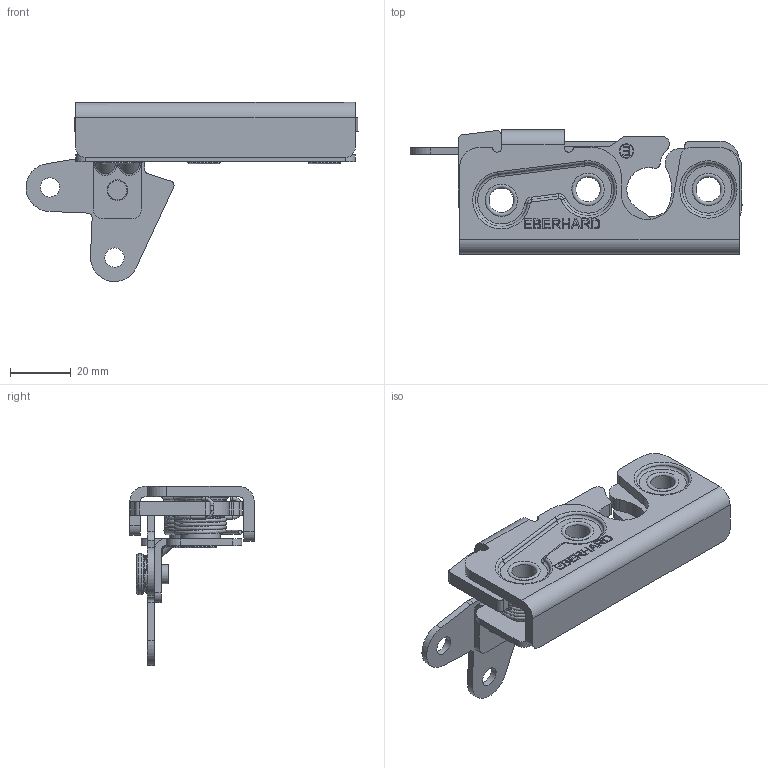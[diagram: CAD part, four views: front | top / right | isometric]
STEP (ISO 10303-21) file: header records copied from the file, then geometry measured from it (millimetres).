
FILE_DESCRIPTION((''),'2;1');
FILE_NAME('1-400-L.stp','2013-08-12T13:42:36',('fredp'),(''),'Autodesk Inventor 2013','Autodesk Inventor 2013','');
FILE_SCHEMA(('AUTOMOTIVE_DESIGN { 1 0 10303 214 1 1 1 1 }'));
Length unit declared in the file: inch
Products named in the file (1): 1-400 L
Bounding box: 109.55 x 41 x 59.1 mm (x, y, z)
Volume: 35854.8 mm3; surface area: 30621.5 mm2
Topology: 1 solids, 6 shells, 656 faces, 1776 edges, 1158 vertices
Faces by surface type: plane 251, bspline 180, cylinder 167, torus 38, revolution 11, cone 9
Full cylindrical faces by diameter (mm): 1.219 x3, 1.321 x4, 4.318 x2, 4.826 x2, 6.287 x1, 6.35 x2, 6.858 x1, 8.115 x3, 9.665 x1, 9.779 x1, 9.843 x6, 9.97 x1, 10.16 x6, 11.367 x3, 11.748 x3, 12.7 x1, 13.335 x3
Entity records: 25193 total; most frequent: CARTESIAN_POINT 9514, ORIENTED_EDGE 3346, DIRECTION 2582, EDGE_CURVE 1673, VERTEX_POINT 1127, AXIS2_PLACEMENT_3D 876, VECTOR 819, LINE 819
